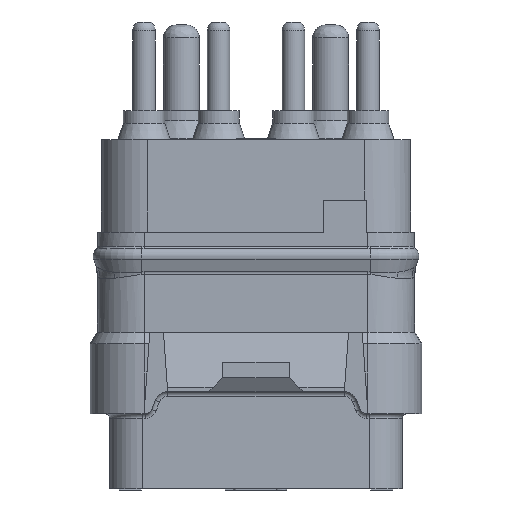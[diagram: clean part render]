
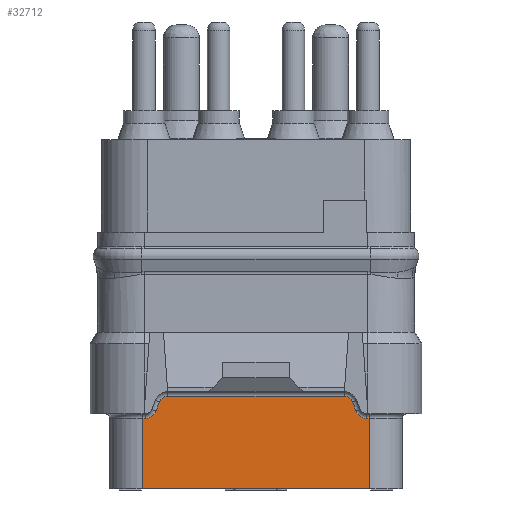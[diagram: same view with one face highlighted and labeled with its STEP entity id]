
A CAD part, front view. The second image highlights one B-rep face of the part: STEP entity #32712.
In plain terms, the highlighted planar face has unit normal (0, -1, 0).
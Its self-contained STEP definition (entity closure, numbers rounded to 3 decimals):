
#3570=DIRECTION('',(1.,0.,0.));
#3571=VECTOR('',#3570,0.125);
#3572=CARTESIAN_POINT('',(-5.125,-5.725,-8.43));
#3573=LINE('',#3572,#3571);
#3574=CARTESIAN_POINT('',(-5.,-5.725,-7.93));
#3575=DIRECTION('',(0.,-1.,0.));
#3576=DIRECTION('',(0.,0.,-1.));
#3577=AXIS2_PLACEMENT_3D('',#3574,#3575,#3576);
#3579=DIRECTION('',(0.354,0.,0.935));
#3580=VECTOR('',#3579,0.447);
#3581=CARTESIAN_POINT('',(-4.532,-5.725,-8.107));
#3582=LINE('',#3581,#3580);
#3583=CARTESIAN_POINT('',(-4.,-5.725,-7.83));
#3584=DIRECTION('',(0.,1.,0.));
#3585=DIRECTION('',(-0.935,0.,0.354));
#3586=AXIS2_PLACEMENT_3D('',#3583,#3584,#3585);
#3588=DIRECTION('',(1.,0.,0.));
#3589=VECTOR('',#3588,8.);
#3590=CARTESIAN_POINT('',(-4.,-5.725,-7.43));
#3591=LINE('',#3590,#3589);
#3592=CARTESIAN_POINT('',(4.,-5.725,-7.83));
#3593=DIRECTION('',(0.,1.,0.));
#3594=DIRECTION('',(0.,0.,1.));
#3595=AXIS2_PLACEMENT_3D('',#3592,#3593,#3594);
#3597=DIRECTION('',(0.354,0.,-0.935));
#3598=VECTOR('',#3597,0.447);
#3599=CARTESIAN_POINT('',(4.374,-5.725,-7.689));
#3600=LINE('',#3599,#3598);
#3601=CARTESIAN_POINT('',(5.,-5.725,-7.93));
#3602=DIRECTION('',(0.,-1.,0.));
#3603=DIRECTION('',(-0.935,0.,-0.354));
#3604=AXIS2_PLACEMENT_3D('',#3601,#3602,#3603);
#3606=DIRECTION('',(1.,0.,0.));
#3607=VECTOR('',#3606,0.125);
#3608=CARTESIAN_POINT('',(5.,-5.725,-8.43));
#3609=LINE('',#3608,#3607);
#3610=DIRECTION('',(0.,0.,-1.));
#3611=VECTOR('',#3610,3.2);
#3612=CARTESIAN_POINT('',(5.125,-5.725,-8.43));
#3613=LINE('',#3612,#3611);
#3629=DIRECTION('',(0.,0.,-1.));
#3630=VECTOR('',#3629,3.2);
#3631=CARTESIAN_POINT('',(-5.125,-5.725,-8.43));
#3632=LINE('',#3631,#3630);
#3656=DIRECTION('',(-1.,0.,0.));
#3657=VECTOR('',#3656,10.25);
#3658=CARTESIAN_POINT('',(5.125,-5.725,-11.63));
#3659=LINE('',#3658,#3657);
#23751=CARTESIAN_POINT('',(5.125,-5.725,-11.63));
#23752=VERTEX_POINT('',#23751);
#23753=CARTESIAN_POINT('',(-5.125,-5.725,-11.63));
#23754=VERTEX_POINT('',#23753);
#25314=CARTESIAN_POINT('',(-5.125,-5.725,-8.43));
#25315=VERTEX_POINT('',#25314);
#25318=CARTESIAN_POINT('',(-5.,-5.725,-8.43));
#25319=VERTEX_POINT('',#25318);
#25322=CARTESIAN_POINT('',(-4.532,-5.725,-8.107));
#25323=VERTEX_POINT('',#25322);
#25326=CARTESIAN_POINT('',(-4.374,-5.725,-7.689));
#25327=VERTEX_POINT('',#25326);
#25330=CARTESIAN_POINT('',(-4.,-5.725,-7.43));
#25331=VERTEX_POINT('',#25330);
#25334=CARTESIAN_POINT('',(4.,-5.725,-7.43));
#25335=VERTEX_POINT('',#25334);
#25338=CARTESIAN_POINT('',(4.374,-5.725,-7.689));
#25339=VERTEX_POINT('',#25338);
#25342=CARTESIAN_POINT('',(4.532,-5.725,-8.107));
#25343=VERTEX_POINT('',#25342);
#25346=CARTESIAN_POINT('',(5.,-5.725,-8.43));
#25347=VERTEX_POINT('',#25346);
#25350=CARTESIAN_POINT('',(5.125,-5.725,-8.43));
#25351=VERTEX_POINT('',#25350);
#32682=CARTESIAN_POINT('',(5.125,-5.725,-8.23));
#32683=DIRECTION('',(0.,-1.,0.));
#32684=DIRECTION('',(-1.,0.,0.));
#32685=AXIS2_PLACEMENT_3D('',#32682,#32683,#32684);
#32686=PLANE('',#32685);
#32688=ORIENTED_EDGE('',*,*,#32687,.T.);
#32689=ORIENTED_EDGE('',*,*,#32672,.T.);
#32691=ORIENTED_EDGE('',*,*,#32690,.T.);
#32693=ORIENTED_EDGE('',*,*,#32692,.T.);
#32695=ORIENTED_EDGE('',*,*,#32694,.T.);
#32697=ORIENTED_EDGE('',*,*,#32696,.T.);
#32699=ORIENTED_EDGE('',*,*,#32698,.T.);
#32701=ORIENTED_EDGE('',*,*,#32700,.T.);
#32703=ORIENTED_EDGE('',*,*,#32702,.T.);
#32705=ORIENTED_EDGE('',*,*,#32704,.T.);
#32707=ORIENTED_EDGE('',*,*,#32706,.T.);
#32709=ORIENTED_EDGE('',*,*,#32708,.F.);
#32710=EDGE_LOOP('',(#32688,#32689,#32691,#32693,#32695,#32697,#32699,#32701,
#32703,#32705,#32707,#32709));
#32711=FACE_OUTER_BOUND('',#32710,.F.);
#32712=ADVANCED_FACE('',(#32711),#32686,.T.);
#3578=CIRCLE('',#3577,0.5);
#3587=CIRCLE('',#3586,0.4);
#3596=CIRCLE('',#3595,0.4);
#3605=CIRCLE('',#3604,0.5);
#32672=EDGE_CURVE('',#25319,#25323,#3578,.T.);
#32687=EDGE_CURVE('',#25315,#25319,#3573,.T.);
#32690=EDGE_CURVE('',#25323,#25327,#3582,.T.);
#32692=EDGE_CURVE('',#25327,#25331,#3587,.T.);
#32694=EDGE_CURVE('',#25331,#25335,#3591,.T.);
#32696=EDGE_CURVE('',#25335,#25339,#3596,.T.);
#32698=EDGE_CURVE('',#25339,#25343,#3600,.T.);
#32700=EDGE_CURVE('',#25343,#25347,#3605,.T.);
#32702=EDGE_CURVE('',#25347,#25351,#3609,.T.);
#32704=EDGE_CURVE('',#25351,#23752,#3613,.T.);
#32706=EDGE_CURVE('',#23752,#23754,#3659,.T.);
#32708=EDGE_CURVE('',#25315,#23754,#3632,.T.);
